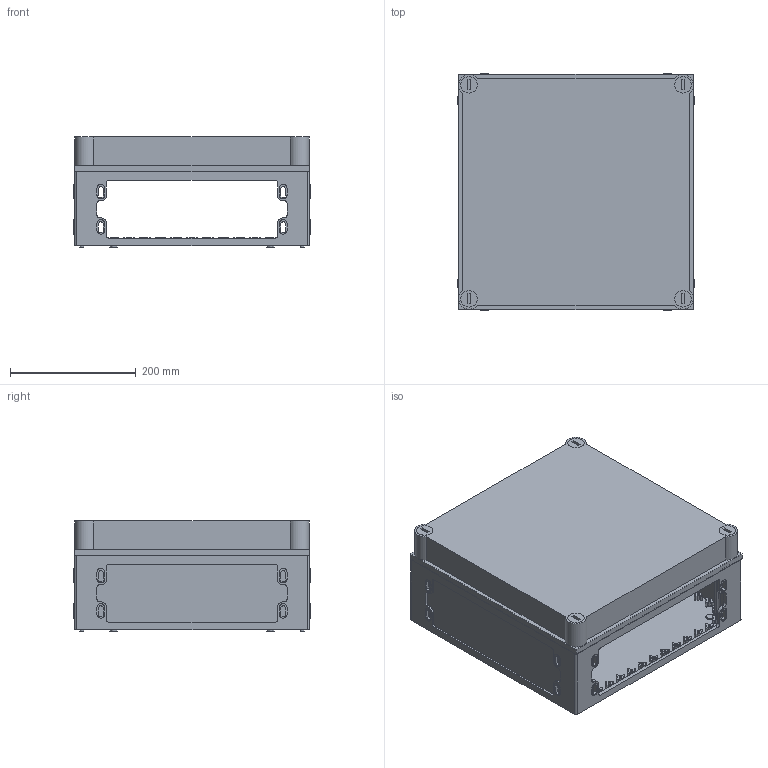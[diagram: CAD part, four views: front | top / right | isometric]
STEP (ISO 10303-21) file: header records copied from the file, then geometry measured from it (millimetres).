
FILE_DESCRIPTION( ( 'STEP AP214' ), '1' );
FILE_NAME( 'ci44_150.stp', '2021-04-14T08:58:17', ( 'License CC BY-ND 4.0' ), ( 'CADENAS' ), ' ', 'PARTsolutions', ' ' );
FILE_SCHEMA( ( 'AUTOMOTIVE_DESIGN { 1 0 10303 214 1 1 1 1 }' ) );
Length unit declared in the file: millimetre
Products named in the file (3): 017198; _067269_P; _040933_P
Assembly tree (2 placements, depth 2):
  017198
    _067269_P
    _040933_P
Bounding box: 375 x 375 x 175.1 mm (x, y, z)
Volume: 2060593.6 mm3; surface area: 1039570.3 mm2
Topology: 2 solids, 2 shells, 1667 faces, 4448 edges, 2956 vertices
Faces by surface type: plane 1059, cylinder 596, sphere 8, torus 4
Full cylindrical faces by diameter (mm): 3.85 x52, 6 x8, 6.5 x4, 8 x4, 9.5 x4, 12 x8, 26 x4
Entity records: 64804 total; most frequent: DIRECTION 8968, CARTESIAN_POINT 8950, ORIENTED_EDGE 8680, EDGE_CURVE 4340, LINE 3044, VECTOR 3044, AXIS2_PLACEMENT_3D 2962, VERTEX_POINT 2944
